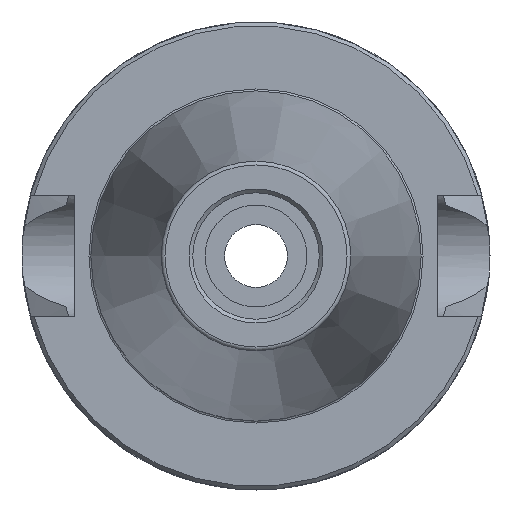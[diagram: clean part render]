
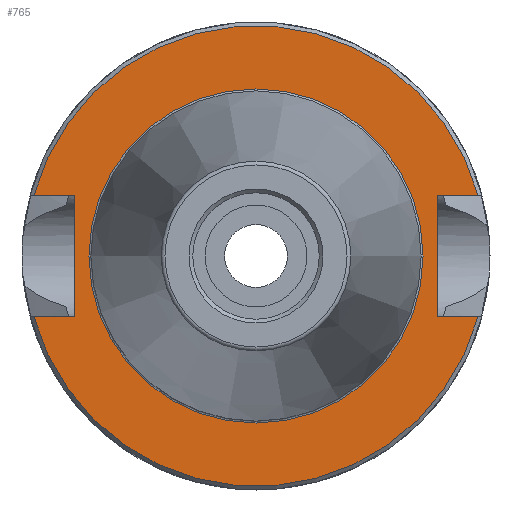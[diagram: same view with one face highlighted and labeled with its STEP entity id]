
A CAD part, left-side view. The second image highlights one B-rep face of the part: STEP entity #765.
In plain terms, the highlighted planar face has unit normal (-1, 0, 0).
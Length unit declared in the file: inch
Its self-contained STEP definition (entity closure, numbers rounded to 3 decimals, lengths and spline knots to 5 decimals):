
#54=FACE_BOUND('',#147,.T.);
#67=PLANE('',#915);
#97=FACE_OUTER_BOUND('',#146,.T.);
#146=EDGE_LOOP('',(#601,#602,#603,#604,#605,#606,#607,#608));
#147=EDGE_LOOP('',(#609));
#175=LINE('',#1284,#220);
#181=LINE('',#1297,#226);
#183=LINE('',#1309,#228);
#185=LINE('',#1356,#230);
#191=LINE('',#1369,#236);
#194=LINE('',#1383,#239);
#220=VECTOR('',#1015,39.37008);
#226=VECTOR('',#1023,39.37008);
#228=VECTOR('',#1027,39.37008);
#230=VECTOR('',#1035,39.37008);
#236=VECTOR('',#1043,39.37008);
#239=VECTOR('',#1048,39.37008);
#271=CIRCLE('',#888,0.885);
#284=CIRCLE('',#910,1.22);
#287=CIRCLE('',#914,1.22);
#319=VERTEX_POINT('',#1278);
#320=VERTEX_POINT('',#1283);
#325=VERTEX_POINT('',#1294);
#326=VERTEX_POINT('',#1296);
#334=VERTEX_POINT('',#1350);
#335=VERTEX_POINT('',#1355);
#340=VERTEX_POINT('',#1366);
#341=VERTEX_POINT('',#1368);
#347=VERTEX_POINT('',#1417);
#393=EDGE_CURVE('',#319,#320,#175,.T.);
#399=EDGE_CURVE('',#325,#326,#181,.T.);
#403=EDGE_CURVE('',#320,#325,#183,.T.);
#412=EDGE_CURVE('',#335,#334,#185,.T.);
#418=EDGE_CURVE('',#341,#340,#191,.T.);
#423=EDGE_CURVE('',#335,#340,#194,.T.);
#429=EDGE_CURVE('',#347,#347,#271,.T.);
#447=EDGE_CURVE('',#319,#341,#284,.T.);
#450=EDGE_CURVE('',#334,#326,#287,.T.);
#601=ORIENTED_EDGE('',*,*,#399,.F.);
#602=ORIENTED_EDGE('',*,*,#403,.F.);
#603=ORIENTED_EDGE('',*,*,#393,.F.);
#604=ORIENTED_EDGE('',*,*,#447,.T.);
#605=ORIENTED_EDGE('',*,*,#418,.T.);
#606=ORIENTED_EDGE('',*,*,#423,.F.);
#607=ORIENTED_EDGE('',*,*,#412,.T.);
#608=ORIENTED_EDGE('',*,*,#450,.T.);
#609=ORIENTED_EDGE('',*,*,#429,.T.);
#765=ADVANCED_FACE('',(#97,#54),#67,.F.);
#888=AXIS2_PLACEMENT_3D('',#1418,#1055,#1056);
#910=AXIS2_PLACEMENT_3D('',#1455,#1104,#1105);
#914=AXIS2_PLACEMENT_3D('',#1459,#1112,#1113);
#915=AXIS2_PLACEMENT_3D('',#1460,#1114,#1115);
#1015=DIRECTION('',(0.,-1.,0.));
#1023=DIRECTION('',(0.,1.,0.));
#1027=DIRECTION('',(0.,0.,1.));
#1035=DIRECTION('',(0.,-1.,0.));
#1043=DIRECTION('',(0.,1.,0.));
#1048=DIRECTION('',(0.,0.,-1.));
#1055=DIRECTION('center_axis',(1.,0.,0.));
#1056=DIRECTION('ref_axis',(0.,1.,0.));
#1104=DIRECTION('center_axis',(-1.,0.,0.));
#1105=DIRECTION('ref_axis',(0.,1.,0.));
#1112=DIRECTION('center_axis',(-1.,0.,0.));
#1113=DIRECTION('ref_axis',(0.,1.,0.));
#1114=DIRECTION('center_axis',(1.,0.,0.));
#1115=DIRECTION('ref_axis',(0.,1.,0.));
#1278=CARTESIAN_POINT('',(0.04,1.1766,-0.3225));
#1283=CARTESIAN_POINT('',(0.04,0.96,-0.3225));
#1284=CARTESIAN_POINT('',(0.04,0.875,-0.3225));
#1294=CARTESIAN_POINT('',(0.04,0.96,0.3225));
#1296=CARTESIAN_POINT('',(0.04,1.1766,0.3225));
#1297=CARTESIAN_POINT('',(0.04,0.875,0.3225));
#1309=CARTESIAN_POINT('',(0.04,0.96,0.));
#1350=CARTESIAN_POINT('',(0.04,-1.1766,0.3225));
#1355=CARTESIAN_POINT('',(0.04,-0.96,0.3225));
#1356=CARTESIAN_POINT('',(0.04,0.875,0.3225));
#1366=CARTESIAN_POINT('',(0.04,-0.96,-0.3225));
#1368=CARTESIAN_POINT('',(0.04,-1.1766,-0.3225));
#1369=CARTESIAN_POINT('',(0.04,0.875,-0.3225));
#1383=CARTESIAN_POINT('',(0.04,-0.96,0.));
#1417=CARTESIAN_POINT('',(0.04,-0.885,0.));
#1418=CARTESIAN_POINT('Origin',(0.04,0.,0.));
#1455=CARTESIAN_POINT('Origin',(0.04,0.,0.));
#1459=CARTESIAN_POINT('Origin',(0.04,0.,0.));
#1460=CARTESIAN_POINT('Origin',(0.04,0.875,0.));
